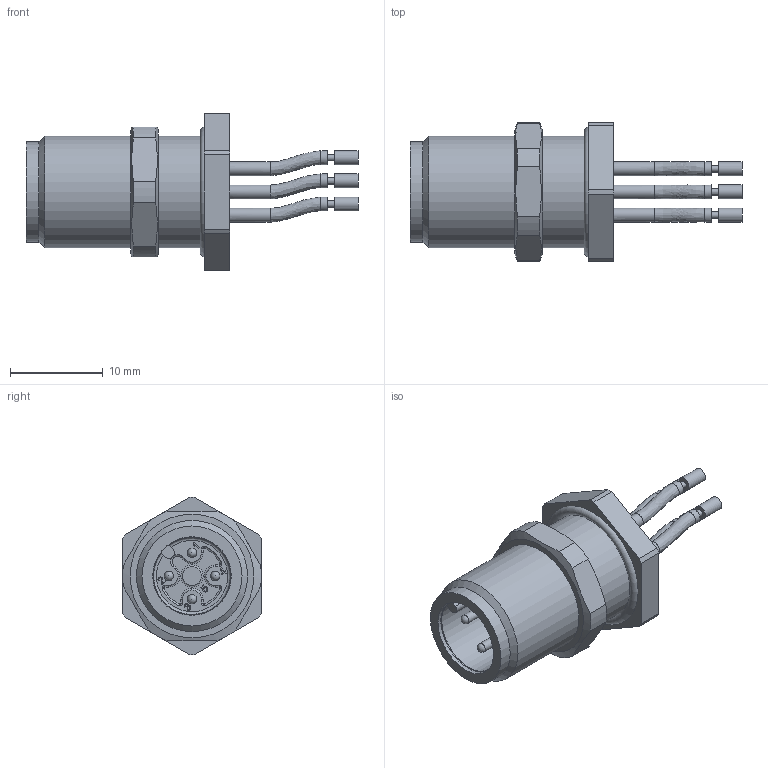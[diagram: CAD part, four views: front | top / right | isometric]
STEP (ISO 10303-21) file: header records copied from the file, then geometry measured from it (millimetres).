
FILE_DESCRIPTION(/* description */ (''),/* implementation_level */ '2;1');
FILE_NAME(/* name */ 'AL-FHM12SUA4-m_M12.stp',/* time_stamp */ '2019-01-11T10:15:19+01:00',/* author */ (''),/* organization */ (''),/* preprocessor_version */ 'ST-DEVELOPER v16',/* originating_system */ 'SIEMENS PLM Software NX 10.0',/* authorisation */ '');
FILE_SCHEMA (('AUTOMOTIVE_DESIGN { 1 0 10303 214 3 1 1 1 }'));
Length unit declared in the file: millimetre
Products named in the file (1): v.sh12C8C3725n6f
Bounding box: 35.85 x 15 x 17 mm (x, y, z)
Volume: 2481.2 mm3; surface area: 2130.8 mm2
Topology: 2 solids, 4 shells, 212 faces, 534 edges, 350 vertices
Faces by surface type: plane 84, cylinder 64, extrusion 32, bspline 13, torus 11, cone 4, sphere 4
Full cylindrical faces by diameter (mm): 0.7 x4, 1 x4, 1.5 x12, 2 x1, 8.4 x1, 10.8 x1, 12 x3, 14 x2
Entity records: 6760 total; most frequent: CARTESIAN_POINT 2236, ORIENTED_EDGE 912, DIRECTION 821, EDGE_CURVE 456, VERTEX_POINT 318, AXIS2_PLACEMENT_3D 317, EDGE_LOOP 281, ADVANCED_FACE 212
